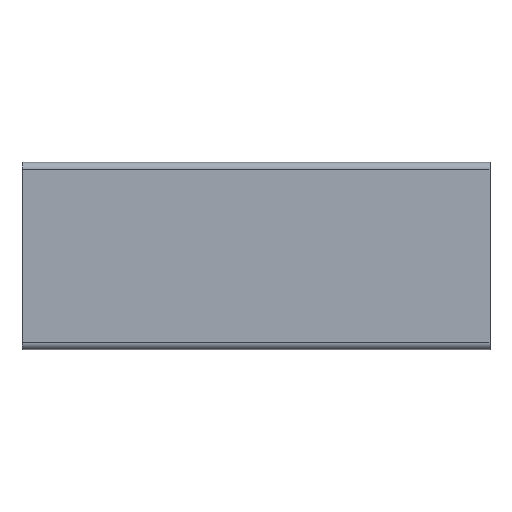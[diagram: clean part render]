
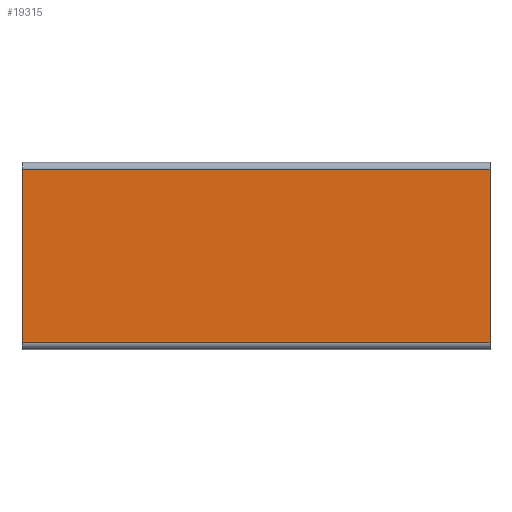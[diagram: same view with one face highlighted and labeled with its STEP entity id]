
A CAD part, left-side view. The second image highlights one B-rep face of the part: STEP entity #19315.
In plain terms, the highlighted planar face has unit normal (-1, 0, 0).
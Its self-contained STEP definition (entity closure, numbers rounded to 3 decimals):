
#819 = LINE ( 'NONE', #5724, #19310 ) ;
#924 = DIRECTION ( 'NONE',  ( 0., 0., 1. ) ) ;
#1050 = DIRECTION ( 'NONE',  ( 0., 0., -1. ) ) ;
#1079 = CARTESIAN_POINT ( 'NONE',  ( -40., 0., 37. ) ) ;
#3083 = EDGE_CURVE ( 'NONE', #7021, #5759, #819, .T. ) ;
#3519 = CARTESIAN_POINT ( 'NONE',  ( -40., 0., -37. ) ) ;
#5144 = VERTEX_POINT ( 'NONE', #8982 ) ;
#5724 = CARTESIAN_POINT ( 'NONE',  ( -40., 0., -37. ) ) ;
#5759 = VERTEX_POINT ( 'NONE', #10081 ) ;
#6240 = LINE ( 'NONE', #3519, #13927 ) ;
#6521 = DIRECTION ( 'NONE',  ( 0., -1., 0. ) ) ;
#6767 = LINE ( 'NONE', #11629, #7708 ) ;
#7011 = CARTESIAN_POINT ( 'NONE',  ( -40., 0., -37. ) ) ;
#7021 = VERTEX_POINT ( 'NONE', #13541 ) ;
#7261 = DIRECTION ( 'NONE',  ( 0., 0., 1. ) ) ;
#7620 = ORIENTED_EDGE ( 'NONE', *, *, #3083, .T. ) ;
#7708 = VECTOR ( 'NONE', #1050, 1000. ) ;
#8982 = CARTESIAN_POINT ( 'NONE',  ( -40., 200., 37. ) ) ;
#9818 = ORIENTED_EDGE ( 'NONE', *, *, #12222, .T. ) ;
#10081 = CARTESIAN_POINT ( 'NONE',  ( -40., 0., 37. ) ) ;
#10102 = DIRECTION ( 'NONE',  ( -1., 0., 0. ) ) ;
#10176 = ORIENTED_EDGE ( 'NONE', *, *, #19455, .T. ) ;
#10240 = EDGE_LOOP ( 'NONE', ( #7620, #9818, #10176, #14397 ) ) ;
#11436 = LINE ( 'NONE', #1079, #12133 ) ;
#11629 = CARTESIAN_POINT ( 'NONE',  ( -40., 200., -37. ) ) ;
#11797 = DIRECTION ( 'NONE',  ( 0., 1., 0. ) ) ;
#11838 = PLANE ( 'NONE',  #15257 ) ;
#12133 = VECTOR ( 'NONE', #11797, 1000. ) ;
#12222 = EDGE_CURVE ( 'NONE', #5759, #5144, #11436, .T. ) ;
#13541 = CARTESIAN_POINT ( 'NONE',  ( -40., 0., -37. ) ) ;
#13927 = VECTOR ( 'NONE', #6521, 1000. ) ;
#14397 = ORIENTED_EDGE ( 'NONE', *, *, #18782, .T. ) ;
#15170 = FACE_OUTER_BOUND ( 'NONE', #10240, .T. ) ;
#15257 = AXIS2_PLACEMENT_3D ( 'NONE', #7011, #10102, #924 ) ;
#17411 = VERTEX_POINT ( 'NONE', #19068 ) ;
#18782 = EDGE_CURVE ( 'NONE', #17411, #7021, #6240, .T. ) ;
#19068 = CARTESIAN_POINT ( 'NONE',  ( -40., 200., -37. ) ) ;
#19310 = VECTOR ( 'NONE', #7261, 1000. ) ;
#19315 = ADVANCED_FACE ( 'NONE', ( #15170 ), #11838, .T. ) ;
#19455 = EDGE_CURVE ( 'NONE', #5144, #17411, #6767, .T. ) ;
